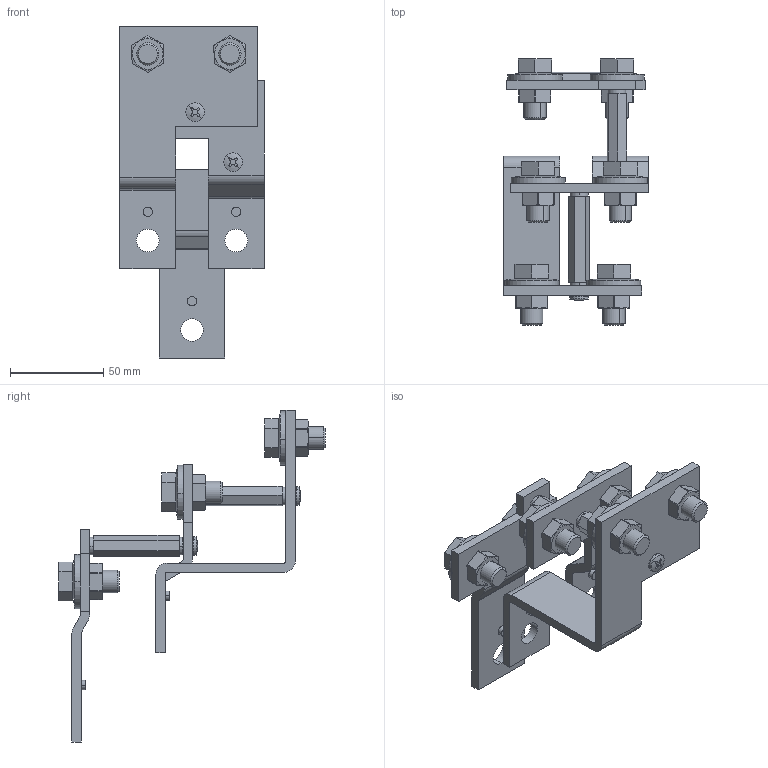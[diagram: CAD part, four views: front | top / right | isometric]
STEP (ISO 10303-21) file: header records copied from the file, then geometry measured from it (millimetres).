
FILE_DESCRIPTION((''),'2;1');
FILE_NAME('1SEB619276_ASM','2020-08-05T12:47:59',('FIALPRI1'),(''),'CREO PARAMETRIC BY PTC INC, 2019164','CREO PARAMETRIC BY PTC INC, 2019164','');
FILE_SCHEMA(('AUTOMOTIVE_DESIGN { 1 0 10303 214 1 1 1 1 }'));
Products named in the file (13): NHSN520033P0120_C; 1SEP619357P0001_A01; 1SEP619473R0001_A_ASM; 1SEP619355P0001_A01; 1SEP619471R0001_A_ASM; 1SEP619356P0001_A01; 1SEP619472R0001_A_ASM; NHSN660009P0550_A; HCSN401050P0207_01; HCSN401051P0207_01; GZN490084P0111_01; NB312333P8115_01; 1SEB619276_ASM
Assembly tree (30 placements, depth 3):
  1SEB619276_ASM
    1SEP619473R0001_A_ASM
      NHSN520033P0120_C  x2
      1SEP619357P0001_A01
    1SEP619471R0001_A_ASM
      NHSN520033P0120_C  x2
      1SEP619355P0001_A01
    1SEP619472R0001_A_ASM
      NHSN520033P0120_C  x2
      1SEP619356P0001_A01
    NHSN660009P0550_A  x2
    HCSN401050P0207_01  x2
    HCSN401051P0207_01  x2
    GZN490084P0111_01  x6
    NB312333P8115_01  x6
Bounding box: 77.4 x 142.7 x 177.9 mm (x, y, z)
Volume: 138664.6 mm3; surface area: 75478.4 mm2
Topology: 27 solids, 27 shells, 688 faces, 2253 edges, 2088 vertices
Faces by surface type: plane 306, cylinder 174, cone 128, extrusion 48, torus 28, sphere 4
Entity records: 28513 total; most frequent: CARTESIAN_POINT 5198, DIRECTION 2283, ORIENTED_EDGE 1924, PROPERTY_DEFINITION 1343, REPRESENTATION 1331, PROPERTY_DEFINITION_REPRESENTATION 1331, PRESENTATION_STYLE_ASSIGNMENT 1217, STYLED_ITEM 1204
